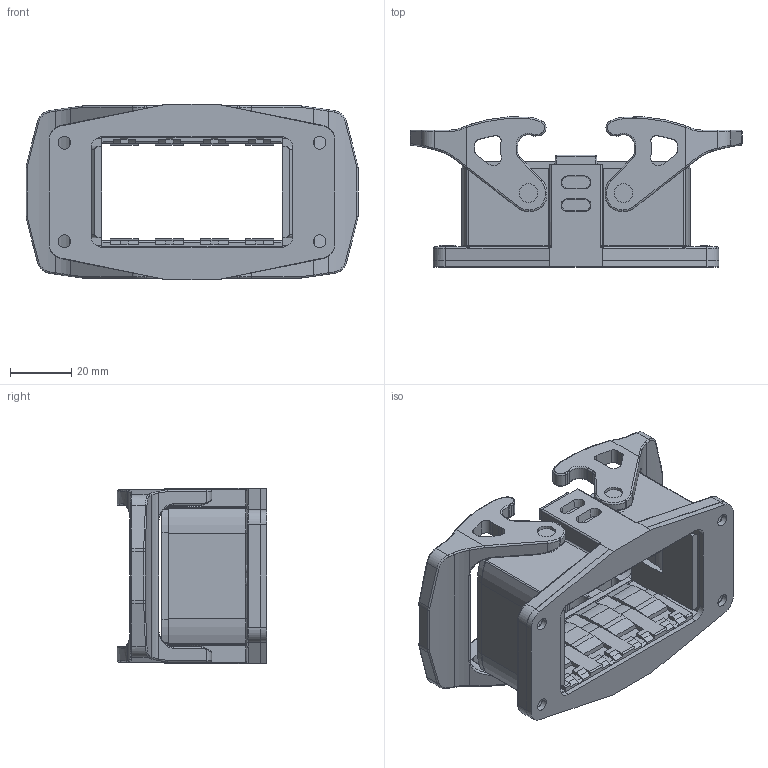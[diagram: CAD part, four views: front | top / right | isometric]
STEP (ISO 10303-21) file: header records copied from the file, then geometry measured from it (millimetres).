
FILE_DESCRIPTION((''),'2;1');
FILE_NAME('ASM0013_ASM','2022-06-30T',('lj.zou'),(''),'PRO/ENGINEER BY PARAMETRIC TECHNOLOGY CORPORATION, 2012480','PRO/ENGINEER BY PARAMETRIC TECHNOLOGY CORPORATION, 2012480','');
FILE_SCHEMA(('CONFIG_CONTROL_DESIGN'));
Length unit declared in the file: millimetre
Products named in the file (1): ASM0013_ASM
Bounding box: 108 x 48.79 x 57 mm (x, y, z)
Volume: 75577.9 mm3; surface area: 35944.1 mm2
Topology: 1 solids, 5 shells, 1160 faces, 3052 edges, 1926 vertices
Faces by surface type: plane 559, cylinder 364, torus 96, bspline 80, cone 28, extrusion 21, sphere 12
Entity records: 39571 total; most frequent: CARTESIAN_POINT 11232, ORIENTED_EDGE 6080, DIRECTION 5563, EDGE_CURVE 3040, VERTEX_POINT 1926, VECTOR 1861, AXIS2_PLACEMENT_3D 1851, LINE 1840
